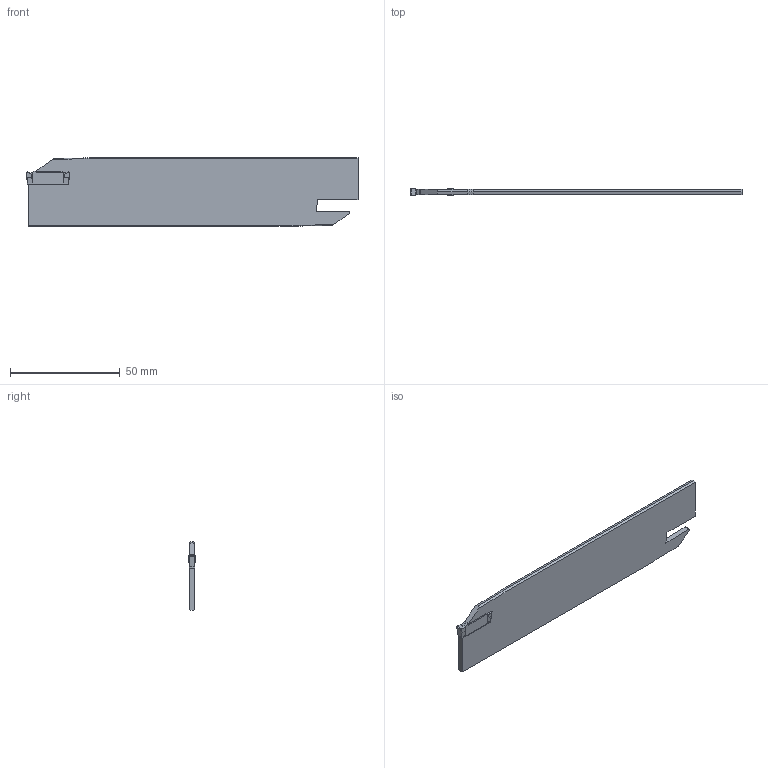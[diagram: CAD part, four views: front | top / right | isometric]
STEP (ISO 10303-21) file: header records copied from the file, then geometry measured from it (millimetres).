
FILE_DESCRIPTION(/* description */ (''),/* implementation_level */ '2;1');
FILE_NAME(/* name */ 'AKL-I-32-3.stp',/* time_stamp */ '2023-10-31T20:46:27+03:00',/* author */ (''),/* organization */ (''),/* preprocessor_version */ 'ST-DEVELOPER v19.4',/* originating_system */ 'SIEMENS PLM Software NX2306.3001',/* authorisation */ '');
FILE_SCHEMA (('AUTOMOTIVE_DESIGN { 1 0 10303 214 3 1 1 1 }'));
Length unit declared in the file: millimetre
Products named in the file (1): AKL-I-32-3_objects
Bounding box: 151 x 3.1 x 31.36 mm (x, y, z)
Volume: 10720.5 mm3; surface area: 9982.4 mm2
Topology: 2 solids, 2 shells, 86 faces, 234 edges, 152 vertices
Faces by surface type: plane 50, cylinder 24, bspline 4, torus 4, revolution 4
Entity records: 2961 total; most frequent: CARTESIAN_POINT 725, ORIENTED_EDGE 468, DIRECTION 454, EDGE_CURVE 234, VERTEX_POINT 152, LINE 152, VECTOR 152, AXIS2_PLACEMENT_3D 149
